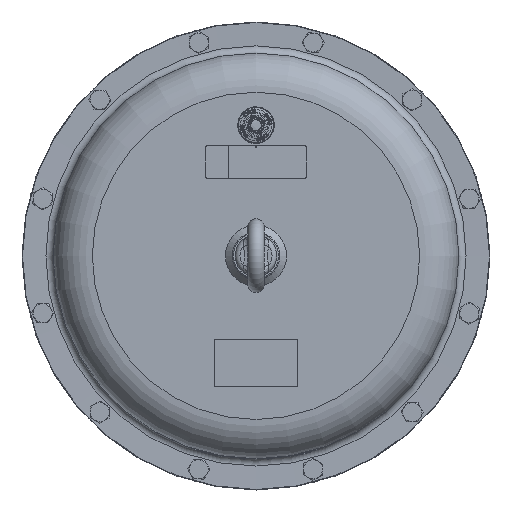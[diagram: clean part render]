
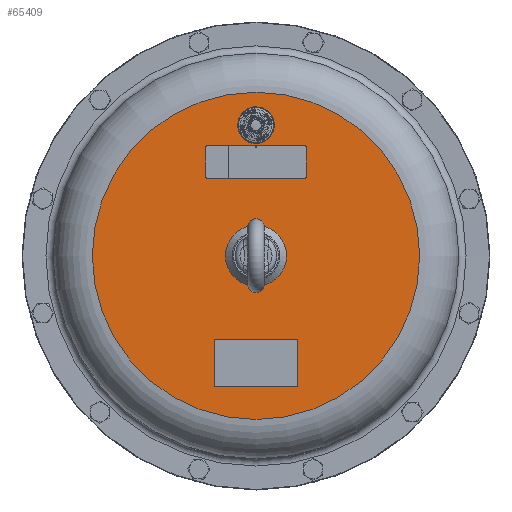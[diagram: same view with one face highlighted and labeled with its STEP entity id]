
A CAD part, top view. The second image highlights one B-rep face of the part: STEP entity #65409.
In plain terms, the highlighted planar face has unit normal (0, 0, 1).
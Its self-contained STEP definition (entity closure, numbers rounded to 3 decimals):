
#4801=LINE('',#109878,#8559);
#4805=LINE('',#109887,#8563);
#4808=LINE('',#109895,#8566);
#4811=LINE('',#109903,#8569);
#4813=LINE('',#109910,#8571);
#4816=LINE('',#109915,#8574);
#4818=LINE('',#109919,#8576);
#4820=LINE('',#109922,#8578);
#8559=VECTOR('',#78848,1000.);
#8563=VECTOR('',#78858,1000.);
#8566=VECTOR('',#78867,1000.);
#8569=VECTOR('',#78876,1000.);
#8571=VECTOR('',#78884,1000.);
#8574=VECTOR('',#78889,1000.);
#8576=VECTOR('',#78893,1000.);
#8578=VECTOR('',#78897,1000.);
#12768=FACE_BOUND('',#17872,.T.);
#12769=FACE_BOUND('',#17873,.T.);
#12770=FACE_BOUND('',#17874,.T.);
#12771=FACE_BOUND('',#17875,.T.);
#13925=FACE_OUTER_BOUND('',#17871,.T.);
#17871=EDGE_LOOP('',(#44458));
#17872=EDGE_LOOP('',(#44459));
#17873=EDGE_LOOP('',(#44460,#44461,#44462,#44463,#44464,#44465,#44466,#44467));
#17874=EDGE_LOOP('',(#44468,#44469,#44470,#44471));
#17875=EDGE_LOOP('',(#44472));
#21934=CIRCLE('',#69673,137.75);
#21951=CIRCLE('',#69698,14.);
#21952=CIRCLE('',#69700,25.657);
#22091=CIRCLE('',#70032,2.);
#22092=CIRCLE('',#70035,2.);
#22093=CIRCLE('',#70038,2.);
#22094=CIRCLE('',#70041,2.);
#25599=VERTEX_POINT('',#107972);
#25630=VERTEX_POINT('',#108041);
#25631=VERTEX_POINT('',#108045);
#25890=VERTEX_POINT('',#109876);
#25891=VERTEX_POINT('',#109877);
#25892=VERTEX_POINT('',#109882);
#25893=VERTEX_POINT('',#109886);
#25894=VERTEX_POINT('',#109890);
#25895=VERTEX_POINT('',#109894);
#25896=VERTEX_POINT('',#109898);
#25897=VERTEX_POINT('',#109902);
#25898=VERTEX_POINT('',#109908);
#25899=VERTEX_POINT('',#109909);
#25900=VERTEX_POINT('',#109914);
#25901=VERTEX_POINT('',#109918);
#32211=EDGE_CURVE('',#25599,#25599,#21934,.T.);
#32244=EDGE_CURVE('',#25630,#25630,#21951,.T.);
#32246=EDGE_CURVE('',#25631,#25631,#21952,.T.);
#32653=EDGE_CURVE('',#25890,#25891,#4801,.T.);
#32656=EDGE_CURVE('',#25891,#25892,#22091,.T.);
#32658=EDGE_CURVE('',#25892,#25893,#4805,.T.);
#32660=EDGE_CURVE('',#25893,#25894,#22092,.T.);
#32662=EDGE_CURVE('',#25894,#25895,#4808,.T.);
#32664=EDGE_CURVE('',#25895,#25896,#22093,.T.);
#32666=EDGE_CURVE('',#25896,#25897,#4811,.T.);
#32668=EDGE_CURVE('',#25897,#25890,#22094,.T.);
#32669=EDGE_CURVE('',#25898,#25899,#4813,.T.);
#32672=EDGE_CURVE('',#25899,#25900,#4816,.T.);
#32674=EDGE_CURVE('',#25900,#25901,#4818,.T.);
#32676=EDGE_CURVE('',#25901,#25898,#4820,.T.);
#44458=ORIENTED_EDGE('',*,*,#32211,.F.);
#44459=ORIENTED_EDGE('',*,*,#32246,.T.);
#44460=ORIENTED_EDGE('',*,*,#32668,.F.);
#44461=ORIENTED_EDGE('',*,*,#32666,.F.);
#44462=ORIENTED_EDGE('',*,*,#32664,.F.);
#44463=ORIENTED_EDGE('',*,*,#32662,.F.);
#44464=ORIENTED_EDGE('',*,*,#32660,.F.);
#44465=ORIENTED_EDGE('',*,*,#32658,.F.);
#44466=ORIENTED_EDGE('',*,*,#32656,.F.);
#44467=ORIENTED_EDGE('',*,*,#32653,.F.);
#44468=ORIENTED_EDGE('',*,*,#32676,.F.);
#44469=ORIENTED_EDGE('',*,*,#32674,.F.);
#44470=ORIENTED_EDGE('',*,*,#32672,.F.);
#44471=ORIENTED_EDGE('',*,*,#32669,.F.);
#44472=ORIENTED_EDGE('',*,*,#32244,.T.);
#59563=PLANE('',#70076);
#65409=ADVANCED_FACE('',(#13925,#12768,#12769,#12770,#12771),#59563,.F.);
#69673=AXIS2_PLACEMENT_3D('',#107974,#78003,#78004);
#69698=AXIS2_PLACEMENT_3D('',#108042,#78065,#78066);
#69700=AXIS2_PLACEMENT_3D('',#108046,#78070,#78071);
#70032=AXIS2_PLACEMENT_3D('',#109883,#78853,#78854);
#70035=AXIS2_PLACEMENT_3D('',#109891,#78862,#78863);
#70038=AXIS2_PLACEMENT_3D('',#109899,#78871,#78872);
#70041=AXIS2_PLACEMENT_3D('',#109906,#78880,#78881);
#70076=AXIS2_PLACEMENT_3D('',#109993,#78992,#78993);
#78003=DIRECTION('center_axis',(0.,0.,
-1.));
#78004=DIRECTION('ref_axis',(-1.,0.,0.));
#78065=DIRECTION('center_axis',(0.,0.,
-1.));
#78066=DIRECTION('ref_axis',(-1.,0.,0.));
#78070=DIRECTION('center_axis',(0.,0.,
-1.));
#78071=DIRECTION('ref_axis',(-1.,0.,0.));
#78848=DIRECTION('',(0.,1.,0.));
#78853=DIRECTION('center_axis',(0.,0.,
1.));
#78854=DIRECTION('ref_axis',(1.,0.,0.));
#78858=DIRECTION('',(-1.,0.,0.));
#78862=DIRECTION('center_axis',(0.,0.,
1.));
#78863=DIRECTION('ref_axis',(1.,0.,0.));
#78867=DIRECTION('',(0.,-1.,0.));
#78871=DIRECTION('center_axis',(0.,0.,
1.));
#78872=DIRECTION('ref_axis',(1.,0.,0.));
#78876=DIRECTION('',(1.,0.,0.));
#78880=DIRECTION('center_axis',(0.,0.,
1.));
#78881=DIRECTION('ref_axis',(1.,0.,0.));
#78884=DIRECTION('',(-1.,0.,0.));
#78889=DIRECTION('',(0.,-1.,0.));
#78893=DIRECTION('',(1.,0.,0.));
#78897=DIRECTION('',(0.,1.,0.));
#78992=DIRECTION('center_axis',(0.,0.,
-1.));
#78993=DIRECTION('ref_axis',(-1.,0.,0.));
#107972=CARTESIAN_POINT('',(137.75,0.,401.));
#107974=CARTESIAN_POINT('Origin',(0.,0.,
401.));
#108041=CARTESIAN_POINT('',(14.,110.,401.));
#108042=CARTESIAN_POINT('Origin',(0.,110.,401.));
#108045=CARTESIAN_POINT('',(25.657,0.,401.));
#108046=CARTESIAN_POINT('Origin',(0.,0.,
401.));
#109876=CARTESIAN_POINT('',(42.5,67.,401.));
#109877=CARTESIAN_POINT('',(42.5,91.,401.));
#109878=CARTESIAN_POINT('',(42.5,67.,401.));
#109882=CARTESIAN_POINT('',(40.5,93.,401.));
#109883=CARTESIAN_POINT('Origin',(40.5,91.,401.));
#109886=CARTESIAN_POINT('',(-40.5,93.,401.));
#109887=CARTESIAN_POINT('',(40.5,93.,401.));
#109890=CARTESIAN_POINT('',(-42.5,91.,401.));
#109891=CARTESIAN_POINT('Origin',(-40.5,91.,401.));
#109894=CARTESIAN_POINT('',(-42.5,67.,401.));
#109895=CARTESIAN_POINT('',(-42.5,67.,401.));
#109898=CARTESIAN_POINT('',(-40.5,65.,401.));
#109899=CARTESIAN_POINT('Origin',(-40.5,67.,401.));
#109902=CARTESIAN_POINT('',(40.5,65.,401.));
#109903=CARTESIAN_POINT('',(40.5,65.,401.));
#109906=CARTESIAN_POINT('Origin',(40.5,67.,401.));
#109908=CARTESIAN_POINT('',(35.,-70.,401.));
#109909=CARTESIAN_POINT('',(-35.,-70.,401.));
#109910=CARTESIAN_POINT('',(35.,-70.,401.));
#109914=CARTESIAN_POINT('',(-35.,-110.,401.));
#109915=CARTESIAN_POINT('',(-35.,-70.,401.));
#109918=CARTESIAN_POINT('',(35.,-110.,401.));
#109919=CARTESIAN_POINT('',(35.,-110.,401.));
#109922=CARTESIAN_POINT('',(35.,-70.,401.));
#109993=CARTESIAN_POINT('Origin',(0.,0.,
401.));
